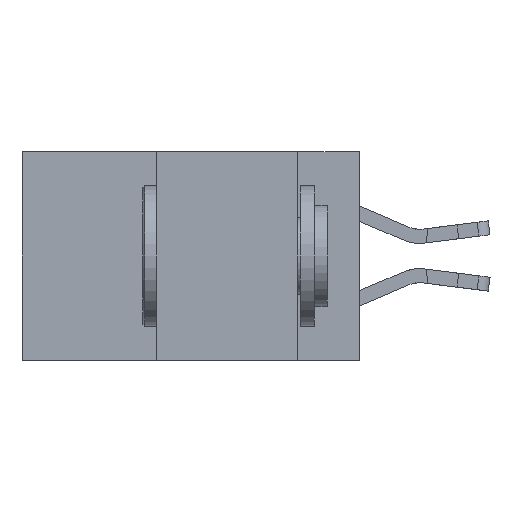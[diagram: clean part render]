
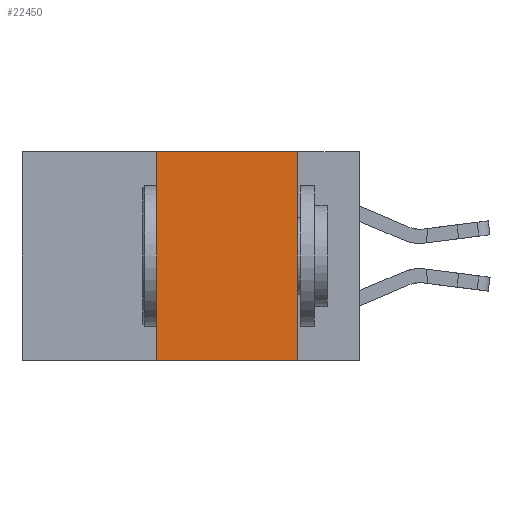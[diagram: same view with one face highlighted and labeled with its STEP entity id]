
A CAD part, left-side view. The second image highlights one B-rep face of the part: STEP entity #22450.
In plain terms, the highlighted planar face has unit normal (-1, 0, 0).
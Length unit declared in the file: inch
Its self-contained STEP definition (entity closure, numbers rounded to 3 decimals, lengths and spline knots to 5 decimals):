
#230 = AXIS2_PLACEMENT_3D ( 'NONE', #18056, #7198, #19840 ) ;
#464 = EDGE_LOOP ( 'NONE', ( #2650, #22966, #21568, #20742 ) ) ;
#629 = EDGE_CURVE ( 'NONE', #22845, #20969, #6389, .T. ) ;
#1460 = VECTOR ( 'NONE', #14030, 39.37008 ) ;
#1934 = VECTOR ( 'NONE', #8472, 39.37008 ) ;
#2220 = DIRECTION ( 'NONE',  ( 0., -1., 0. ) ) ;
#2650 = ORIENTED_EDGE ( 'NONE', *, *, #20065, .F. ) ;
#3272 = CARTESIAN_POINT ( 'NONE',  ( 0., 0.36, 0. ) ) ;
#4526 = CARTESIAN_POINT ( 'NONE',  ( 0., 0.36, -0.37 ) ) ;
#5694 = EDGE_CURVE ( 'NONE', #22845, #9576, #9729, .T. ) ;
#6389 = LINE ( 'NONE', #20458, #1460 ) ;
#7198 = DIRECTION ( 'NONE',  ( 1., 0., 0. ) ) ;
#7742 = CARTESIAN_POINT ( 'NONE',  ( 0., 0.6, 0. ) ) ;
#8472 = DIRECTION ( 'NONE',  ( 0., 0., -1. ) ) ;
#8587 = VECTOR ( 'NONE', #14304, 39.37008 ) ;
#8676 = LINE ( 'NONE', #7742, #22412 ) ;
#9576 = VERTEX_POINT ( 'NONE', #9581 ) ;
#9581 = CARTESIAN_POINT ( 'NONE',  ( 0., 0.36, 0. ) ) ;
#9729 = LINE ( 'NONE', #3272, #8587 ) ;
#12710 = EDGE_CURVE ( 'NONE', #9576, #18252, #8676, .T. ) ;
#14030 = DIRECTION ( 'NONE',  ( 0., -1., 0. ) ) ;
#14304 = DIRECTION ( 'NONE',  ( 0., 0., 1. ) ) ;
#14402 = CARTESIAN_POINT ( 'NONE',  ( 0., 0.11, -0.37 ) ) ;
#16543 = LINE ( 'NONE', #20982, #1934 ) ;
#17601 = FACE_OUTER_BOUND ( 'NONE', #464, .T. ) ;
#18056 = CARTESIAN_POINT ( 'NONE',  ( 0., 0.6, 0. ) ) ;
#18252 = VERTEX_POINT ( 'NONE', #22157 ) ;
#19840 = DIRECTION ( 'NONE',  ( 0., 0., -1. ) ) ;
#20065 = EDGE_CURVE ( 'NONE', #18252, #20969, #16543, .T. ) ;
#20458 = CARTESIAN_POINT ( 'NONE',  ( 0., 0.6, -0.37 ) ) ;
#20742 = ORIENTED_EDGE ( 'NONE', *, *, #629, .T. ) ;
#20969 = VERTEX_POINT ( 'NONE', #14402 ) ;
#20982 = CARTESIAN_POINT ( 'NONE',  ( 0., 0.11, 0. ) ) ;
#21525 = PLANE ( 'NONE',  #230 ) ;
#21568 = ORIENTED_EDGE ( 'NONE', *, *, #5694, .F. ) ;
#22157 = CARTESIAN_POINT ( 'NONE',  ( 0., 0.11, 0. ) ) ;
#22412 = VECTOR ( 'NONE', #2220, 39.37008 ) ;
#22450 = ADVANCED_FACE ( 'NONE', ( #17601 ), #21525, .F. ) ;
#22845 = VERTEX_POINT ( 'NONE', #4526 ) ;
#22966 = ORIENTED_EDGE ( 'NONE', *, *, #12710, .F. ) ;
